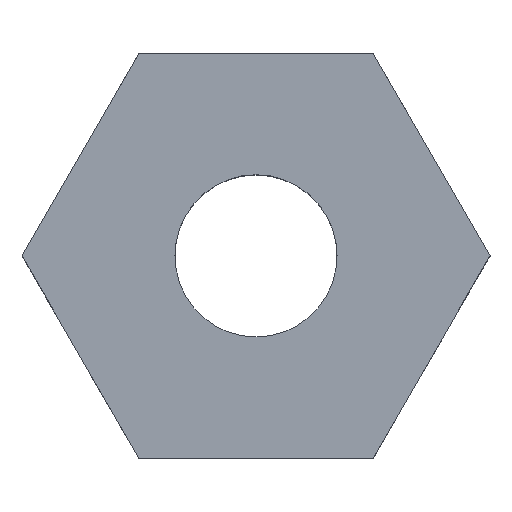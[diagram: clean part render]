
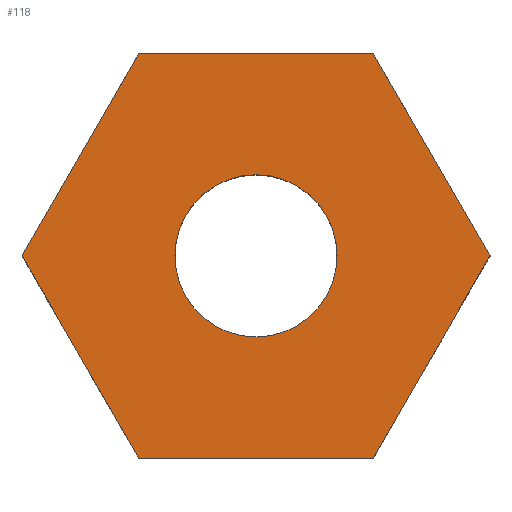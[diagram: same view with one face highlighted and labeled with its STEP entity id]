
A CAD part, top view. The second image highlights one B-rep face of the part: STEP entity #118.
In plain terms, the highlighted planar face has unit normal (0, 0, 1).
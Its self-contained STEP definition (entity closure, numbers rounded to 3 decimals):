
#1 = DIRECTION ( 'NONE',  ( -0.5, 0.866, 0. ) ) ;
#3 = DIRECTION ( 'NONE',  ( 1., 0., 0. ) ) ;
#22 = EDGE_LOOP ( 'NONE', ( #186, #191 ) ) ;
#24 = FACE_BOUND ( 'NONE', #22, .T. ) ;
#32 = EDGE_CURVE ( 'NONE', #411, #344, #317, .T. ) ;
#33 = FACE_OUTER_BOUND ( 'NONE', #84, .T. ) ;
#34 = ORIENTED_EDGE ( 'NONE', *, *, #149, .T. ) ;
#44 = AXIS2_PLACEMENT_3D ( 'NONE', #223, #459, #269 ) ;
#52 = AXIS2_PLACEMENT_3D ( 'NONE', #188, #227, #193 ) ;
#53 = EDGE_CURVE ( 'NONE', #356, #267, #502, .T. ) ;
#57 = EDGE_CURVE ( 'NONE', #256, #221, #471, .T. ) ;
#61 = CARTESIAN_POINT ( 'NONE',  ( 2., 0., 5. ) ) ;
#63 = AXIS2_PLACEMENT_3D ( 'NONE', #332, #498, #215 ) ;
#77 = PLANE ( 'NONE',  #52 ) ;
#82 = DIRECTION ( 'NONE',  ( -0.5, -0.866, 0. ) ) ;
#84 = EDGE_LOOP ( 'NONE', ( #124, #218, #117, #113, #34, #103 ) ) ;
#103 = ORIENTED_EDGE ( 'NONE', *, *, #32, .T. ) ;
#113 = ORIENTED_EDGE ( 'NONE', *, *, #478, .T. ) ;
#117 = ORIENTED_EDGE ( 'NONE', *, *, #378, .T. ) ;
#118 = ADVANCED_FACE ( 'NONE', ( #33, #24 ), #77, .T. ) ;
#124 = ORIENTED_EDGE ( 'NONE', *, *, #347, .T. ) ;
#125 = VECTOR ( 'NONE', #131, 1000. ) ;
#131 = DIRECTION ( 'NONE',  ( -1., 0., 0. ) ) ;
#136 = CARTESIAN_POINT ( 'NONE',  ( 5.774, 0., 5. ) ) ;
#138 = CARTESIAN_POINT ( 'NONE',  ( 5.774, 0., 5. ) ) ;
#149 = EDGE_CURVE ( 'NONE', #200, #411, #355, .T. ) ;
#153 = CARTESIAN_POINT ( 'NONE',  ( -5.774, 0., 5. ) ) ;
#157 = CARTESIAN_POINT ( 'NONE',  ( 2.887, -5., 5. ) ) ;
#166 = VECTOR ( 'NONE', #3, 1000. ) ;
#186 = ORIENTED_EDGE ( 'NONE', *, *, #57, .F. ) ;
#188 = CARTESIAN_POINT ( 'NONE',  ( 0., 0., 5. ) ) ;
#191 = ORIENTED_EDGE ( 'NONE', *, *, #236, .F. ) ;
#193 = DIRECTION ( 'NONE',  ( 1., 0., 0. ) ) ;
#200 = VERTEX_POINT ( 'NONE', #136 ) ;
#201 = CARTESIAN_POINT ( 'NONE',  ( -2.887, 5., 5. ) ) ;
#215 = DIRECTION ( 'NONE',  ( 1., 0., 0. ) ) ;
#218 = ORIENTED_EDGE ( 'NONE', *, *, #53, .T. ) ;
#221 = VERTEX_POINT ( 'NONE', #61 ) ;
#223 = CARTESIAN_POINT ( 'NONE',  ( 0., 0., 5. ) ) ;
#227 = DIRECTION ( 'NONE',  ( 0., 0., 1. ) ) ;
#228 = CARTESIAN_POINT ( 'NONE',  ( -2.887, 5., 5. ) ) ;
#234 = LINE ( 'NONE', #228, #250 ) ;
#236 = EDGE_CURVE ( 'NONE', #221, #256, #292, .T. ) ;
#250 = VECTOR ( 'NONE', #82, 1000. ) ;
#256 = VERTEX_POINT ( 'NONE', #449 ) ;
#267 = VERTEX_POINT ( 'NONE', #373 ) ;
#269 = DIRECTION ( 'NONE',  ( 1., 0., 0. ) ) ;
#292 = CIRCLE ( 'NONE', #63, 2. ) ;
#312 = CARTESIAN_POINT ( 'NONE',  ( -5.774, 0., 5. ) ) ;
#317 = LINE ( 'NONE', #476, #125 ) ;
#332 = CARTESIAN_POINT ( 'NONE',  ( 0., 0., 5. ) ) ;
#336 = VECTOR ( 'NONE', #1, 1000. ) ;
#344 = VERTEX_POINT ( 'NONE', #201 ) ;
#345 = LINE ( 'NONE', #504, #166 ) ;
#347 = EDGE_CURVE ( 'NONE', #344, #356, #234, .T. ) ;
#349 = VERTEX_POINT ( 'NONE', #157 ) ;
#355 = LINE ( 'NONE', #138, #336 ) ;
#356 = VERTEX_POINT ( 'NONE', #312 ) ;
#359 = VECTOR ( 'NONE', #399, 1000. ) ;
#363 = CARTESIAN_POINT ( 'NONE',  ( 2.887, 5., 5. ) ) ;
#370 = LINE ( 'NONE', #479, #359 ) ;
#373 = CARTESIAN_POINT ( 'NONE',  ( -2.887, -5., 5. ) ) ;
#378 = EDGE_CURVE ( 'NONE', #267, #349, #345, .T. ) ;
#389 = DIRECTION ( 'NONE',  ( 0.5, -0.866, 0. ) ) ;
#399 = DIRECTION ( 'NONE',  ( 0.5, 0.866, 0. ) ) ;
#411 = VERTEX_POINT ( 'NONE', #363 ) ;
#449 = CARTESIAN_POINT ( 'NONE',  ( -2., 0., 5. ) ) ;
#459 = DIRECTION ( 'NONE',  ( 0., 0., 1. ) ) ;
#471 = CIRCLE ( 'NONE', #44, 2. ) ;
#476 = CARTESIAN_POINT ( 'NONE',  ( 2.887, 5., 5. ) ) ;
#478 = EDGE_CURVE ( 'NONE', #349, #200, #370, .T. ) ;
#479 = CARTESIAN_POINT ( 'NONE',  ( 2.887, -5., 5. ) ) ;
#486 = VECTOR ( 'NONE', #389, 1000. ) ;
#498 = DIRECTION ( 'NONE',  ( 0., 0., 1. ) ) ;
#502 = LINE ( 'NONE', #153, #486 ) ;
#504 = CARTESIAN_POINT ( 'NONE',  ( -2.887, -5., 5. ) ) ;
